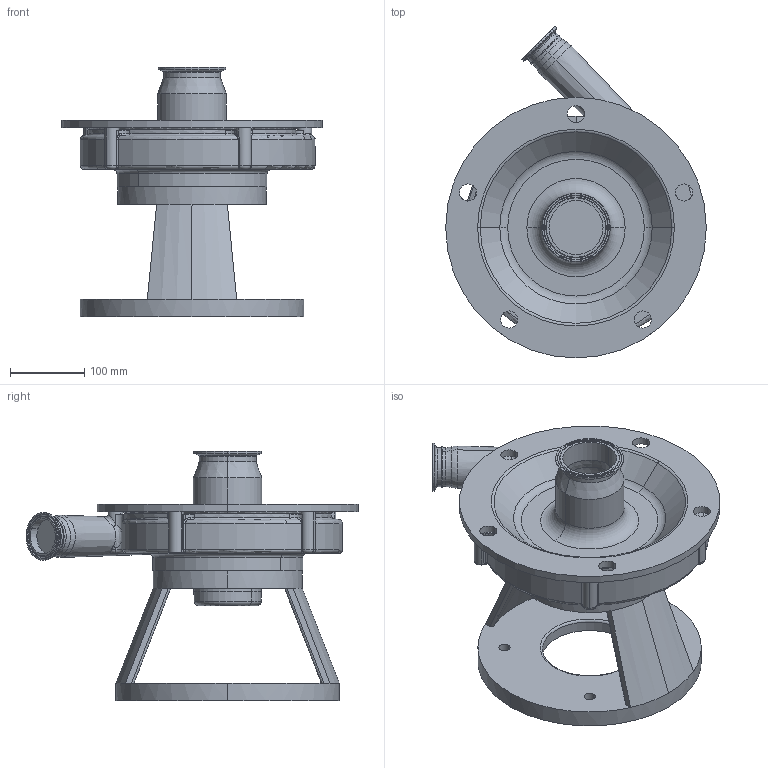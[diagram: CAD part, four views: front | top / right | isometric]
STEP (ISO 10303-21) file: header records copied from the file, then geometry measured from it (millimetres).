
FILE_DESCRIPTION (( 'STEP AP214' ), '1' );
FILE_NAME ('FPR 3451-3452 280TC 45L.STEP', '2023-01-05T17:43:45', ( '' ), ( '' ), 'SwSTEP 2.0', 'SolidWorks 2021', '' );
FILE_SCHEMA (( 'AUTOMOTIVE_DESIGN' ));
Length unit declared in the file: millimetre
Products named in the file (1): FPR 3451-3452 280TC 45L
Bounding box: 350 x 445.78 x 334.5 mm (x, y, z)
Volume: 6885901 mm3; surface area: 681052.9 mm2
Topology: 1 solids, 2 shells, 301 faces, 744 edges, 441 vertices
Faces by surface type: cylinder 101, torus 88, plane 42, bspline 42, cone 24, sphere 4
Entity records: 12154 total; most frequent: CARTESIAN_POINT 5105, DIRECTION 1540, ORIENTED_EDGE 1470, EDGE_CURVE 735, AXIS2_PLACEMENT_3D 691, VERTEX_POINT 441, CIRCLE 431, EDGE_LOOP 338
